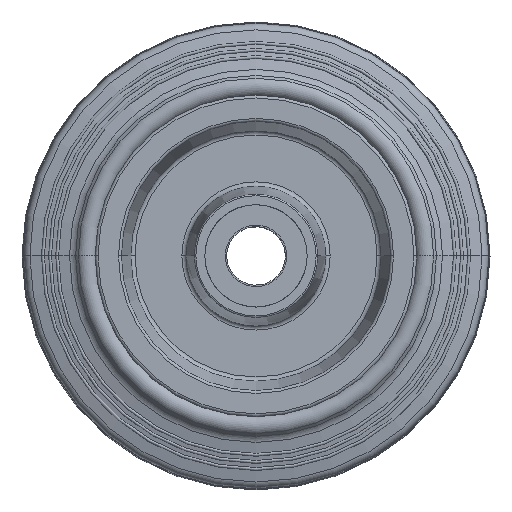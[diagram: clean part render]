
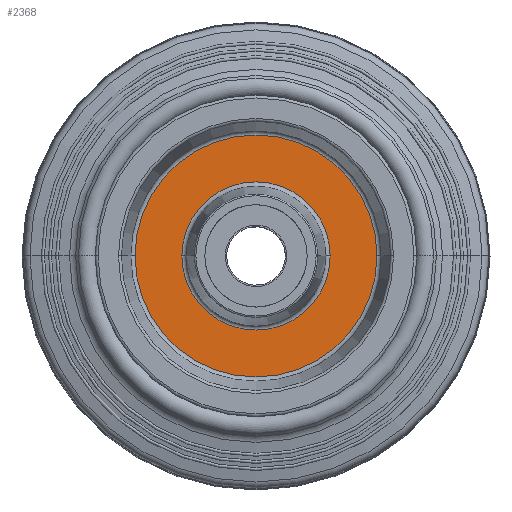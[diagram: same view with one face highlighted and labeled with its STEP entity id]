
A CAD part, top view. The second image highlights one B-rep face of the part: STEP entity #2368.
In plain terms, the highlighted planar face has unit normal (0, 0, 1).
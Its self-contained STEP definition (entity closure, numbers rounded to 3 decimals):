
#29 = CARTESIAN_POINT ( 'NONE',  ( 17.5, 0., 4. ) ) ;
#153 = CARTESIAN_POINT ( 'NONE',  ( -23.86, 0., 4. ) ) ;
#172 = CARTESIAN_POINT ( 'NONE',  ( 58.86, 0., 4. ) ) ;
#185 = CIRCLE ( 'NONE', #4783, 25.337 ) ;
#194 = ORIENTED_EDGE ( 'NONE', *, *, #2749, .T. ) ;
#440 = CARTESIAN_POINT ( 'NONE',  ( -25., 0., 4. ) ) ;
#554 = EDGE_LOOP ( 'NONE', ( #4076, #4870 ) ) ;
#892 = FACE_OUTER_BOUND ( 'NONE', #3503, .T. ) ;
#928 = CARTESIAN_POINT ( 'NONE',  ( 17.5, 0., 4. ) ) ;
#973 = CARTESIAN_POINT ( 'NONE',  ( -7.837, 0., 4. ) ) ;
#1413 = CIRCLE ( 'NONE', #4408, 25.337 ) ;
#1598 = CIRCLE ( 'NONE', #2321, 41.36 ) ;
#1813 = ORIENTED_EDGE ( 'NONE', *, *, #1970, .T. ) ;
#1967 = AXIS2_PLACEMENT_3D ( 'NONE', #2817, #3734, #2434 ) ;
#1970 = EDGE_CURVE ( 'NONE', #4670, #2422, #1598, .T. ) ;
#2069 = AXIS2_PLACEMENT_3D ( 'NONE', #440, #5219, #3452 ) ;
#2228 = DIRECTION ( 'NONE',  ( -1., 0., 0. ) ) ;
#2321 = AXIS2_PLACEMENT_3D ( 'NONE', #29, #2521, #5552 ) ;
#2368 = ADVANCED_FACE ( 'NONE', ( #5245, #892 ), #3916, .F. ) ;
#2422 = VERTEX_POINT ( 'NONE', #153 ) ;
#2434 = DIRECTION ( 'NONE',  ( -1., 0., 0. ) ) ;
#2451 = CARTESIAN_POINT ( 'NONE',  ( 42.837, 0., 4. ) ) ;
#2521 = DIRECTION ( 'NONE',  ( 0., 0., 1. ) ) ;
#2610 = EDGE_CURVE ( 'NONE', #3368, #5263, #185, .T. ) ;
#2727 = DIRECTION ( 'NONE',  ( 0., 0., -1. ) ) ;
#2749 = EDGE_CURVE ( 'NONE', #2422, #4670, #4695, .T. ) ;
#2817 = CARTESIAN_POINT ( 'NONE',  ( 17.5, 0., 4. ) ) ;
#3368 = VERTEX_POINT ( 'NONE', #2451 ) ;
#3452 = DIRECTION ( 'NONE',  ( -1., 0., 0. ) ) ;
#3496 = CARTESIAN_POINT ( 'NONE',  ( 17.5, 0., 4. ) ) ;
#3503 = EDGE_LOOP ( 'NONE', ( #194, #1813 ) ) ;
#3734 = DIRECTION ( 'NONE',  ( 0., 0., 1. ) ) ;
#3916 = PLANE ( 'NONE',  #2069 ) ;
#3934 = DIRECTION ( 'NONE',  ( -1., 0., 0. ) ) ;
#3988 = DIRECTION ( 'NONE',  ( 0., 0., -1. ) ) ;
#4076 = ORIENTED_EDGE ( 'NONE', *, *, #4716, .T. ) ;
#4408 = AXIS2_PLACEMENT_3D ( 'NONE', #928, #2727, #2228 ) ;
#4670 = VERTEX_POINT ( 'NONE', #172 ) ;
#4695 = CIRCLE ( 'NONE', #1967, 41.36 ) ;
#4716 = EDGE_CURVE ( 'NONE', #5263, #3368, #1413, .T. ) ;
#4783 = AXIS2_PLACEMENT_3D ( 'NONE', #3496, #3988, #3934 ) ;
#4870 = ORIENTED_EDGE ( 'NONE', *, *, #2610, .T. ) ;
#5219 = DIRECTION ( 'NONE',  ( 0., 0., -1. ) ) ;
#5245 = FACE_BOUND ( 'NONE', #554, .T. ) ;
#5263 = VERTEX_POINT ( 'NONE', #973 ) ;
#5552 = DIRECTION ( 'NONE',  ( -1., 0., 0. ) ) ;
